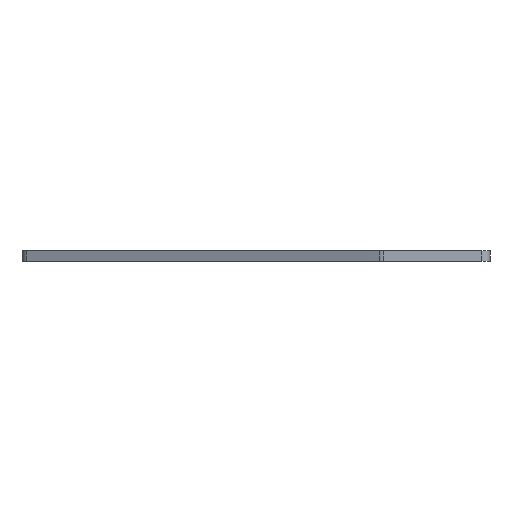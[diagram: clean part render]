
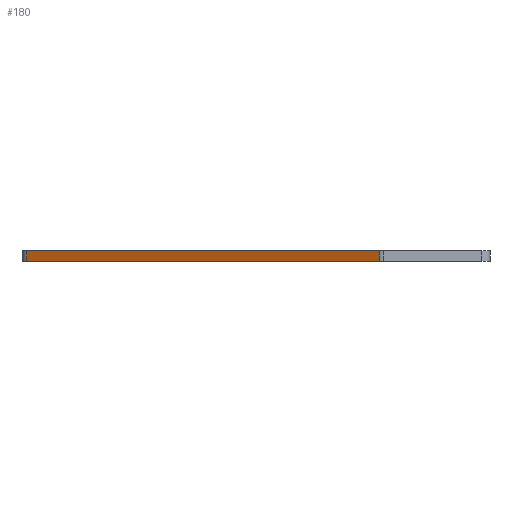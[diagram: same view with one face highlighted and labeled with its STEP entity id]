
A CAD part, left-side view. The second image highlights one B-rep face of the part: STEP entity #180.
In plain terms, the highlighted planar face has unit normal (-0.907, 0.422, 0).
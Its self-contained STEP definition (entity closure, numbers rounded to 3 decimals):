
#16 = CARTESIAN_POINT ( 'NONE',  ( 117.7, 332.915, 6. ) ) ;
#34 = CARTESIAN_POINT ( 'NONE',  ( 19.511, 121.809, 0. ) ) ;
#68 = DIRECTION ( 'NONE',  ( 0., 0., -1. ) ) ;
#77 = DIRECTION ( 'NONE',  ( 0., 0., -1. ) ) ;
#88 = VERTEX_POINT ( 'NONE', #517 ) ;
#99 = ORIENTED_EDGE ( 'NONE', *, *, #734, .F. ) ;
#123 = ORIENTED_EDGE ( 'NONE', *, *, #301, .F. ) ;
#138 = CARTESIAN_POINT ( 'NONE',  ( 19.511, 121.809, 6. ) ) ;
#180 = ADVANCED_FACE ( 'NONE', ( #656 ), #607, .T. ) ;
#220 = LINE ( 'NONE', #1014, #990 ) ;
#264 = DIRECTION ( 'NONE',  ( 0.422, 0.907, 0. ) ) ;
#269 = VERTEX_POINT ( 'NONE', #16 ) ;
#283 = EDGE_CURVE ( 'NONE', #520, #269, #481, .T. ) ;
#301 = EDGE_CURVE ( 'NONE', #520, #88, #714, .T. ) ;
#320 = EDGE_LOOP ( 'NONE', ( #99, #123, #752, #471 ) ) ;
#363 = VERTEX_POINT ( 'NONE', #937 ) ;
#471 = ORIENTED_EDGE ( 'NONE', *, *, #530, .T. ) ;
#473 = CARTESIAN_POINT ( 'NONE',  ( 19.511, 121.809, 6. ) ) ;
#481 = LINE ( 'NONE', #487, #546 ) ;
#487 = CARTESIAN_POINT ( 'NONE',  ( 19.511, 121.809, 6. ) ) ;
#517 = CARTESIAN_POINT ( 'NONE',  ( 19.511, 121.809, 0. ) ) ;
#520 = VERTEX_POINT ( 'NONE', #473 ) ;
#530 = EDGE_CURVE ( 'NONE', #269, #363, #220, .T. ) ;
#546 = VECTOR ( 'NONE', #264, 1000. ) ;
#607 = PLANE ( 'NONE',  #915 ) ;
#651 = LINE ( 'NONE', #34, #892 ) ;
#656 = FACE_OUTER_BOUND ( 'NONE', #320, .T. ) ;
#702 = CARTESIAN_POINT ( 'NONE',  ( 19.511, 121.809, 6. ) ) ;
#714 = LINE ( 'NONE', #702, #735 ) ;
#734 = EDGE_CURVE ( 'NONE', #88, #363, #651, .T. ) ;
#735 = VECTOR ( 'NONE', #77, 1000. ) ;
#752 = ORIENTED_EDGE ( 'NONE', *, *, #283, .T. ) ;
#760 = DIRECTION ( 'NONE',  ( -0.422, -0.907, 0. ) ) ;
#812 = DIRECTION ( 'NONE',  ( 0.422, 0.907, 0. ) ) ;
#892 = VECTOR ( 'NONE', #812, 1000. ) ;
#915 = AXIS2_PLACEMENT_3D ( 'NONE', #138, #927, #760 ) ;
#927 = DIRECTION ( 'NONE',  ( -0.907, 0.422, 0. ) ) ;
#937 = CARTESIAN_POINT ( 'NONE',  ( 117.7, 332.915, 0. ) ) ;
#990 = VECTOR ( 'NONE', #68, 1000. ) ;
#1014 = CARTESIAN_POINT ( 'NONE',  ( 117.7, 332.915, 6. ) ) ;
